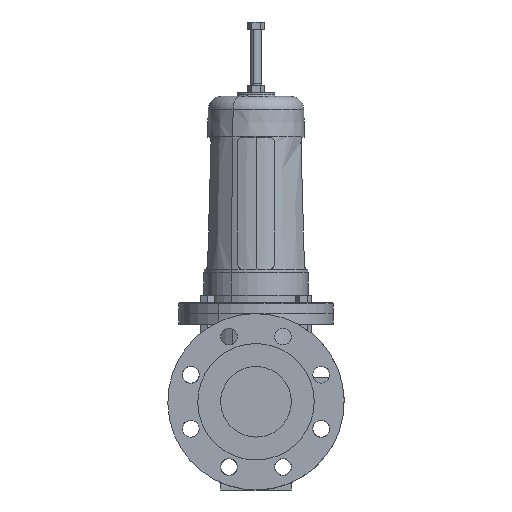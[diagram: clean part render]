
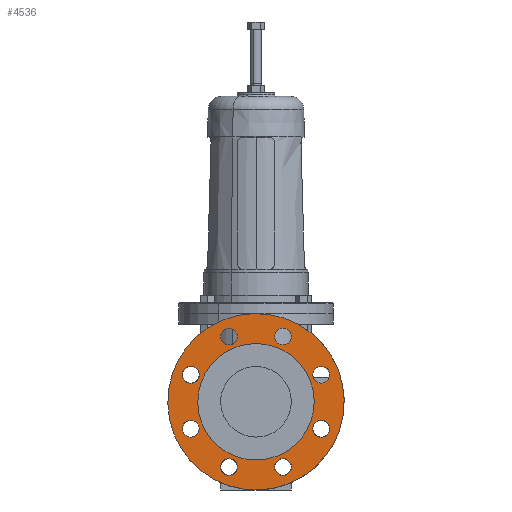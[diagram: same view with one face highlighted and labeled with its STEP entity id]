
A CAD part, front view. The second image highlights one B-rep face of the part: STEP entity #4536.
In plain terms, the highlighted planar face has unit normal (0, -1, 0).
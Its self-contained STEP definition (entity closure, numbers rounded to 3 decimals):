
#3096=CARTESIAN_POINT('Vertex',(47.943,-127.,87.758)) ;
#3099=CARTESIAN_POINT('Axis2P3D Location',(0.,-127.,0.)) ;
#3103=CARTESIAN_POINT('Vertex',(-47.943,-127.,-87.758)) ;
#3128=CARTESIAN_POINT('Axis2P3D Location',(0.,-127.,0.)) ;
#3145=CARTESIAN_POINT('Axis2P3D Location',(-30.615,-127.,73.91)) ;
#3149=CARTESIAN_POINT('Vertex',(-23.897,-127.,80.628)) ;
#3151=CARTESIAN_POINT('Vertex',(-37.332,-127.,67.193)) ;
#3171=CARTESIAN_POINT('Axis2P3D Location',(-30.615,-127.,73.91)) ;
#3188=CARTESIAN_POINT('Axis2P3D Location',(-73.91,-127.,30.615)) ;
#3192=CARTESIAN_POINT('Vertex',(-73.91,-127.,40.115)) ;
#3194=CARTESIAN_POINT('Vertex',(-73.91,-127.,21.115)) ;
#3214=CARTESIAN_POINT('Axis2P3D Location',(-73.91,-127.,30.615)) ;
#3231=CARTESIAN_POINT('Axis2P3D Location',(-73.91,-127.,-30.615)) ;
#3235=CARTESIAN_POINT('Vertex',(-80.628,-127.,-23.897)) ;
#3237=CARTESIAN_POINT('Vertex',(-67.193,-127.,-37.332)) ;
#3257=CARTESIAN_POINT('Axis2P3D Location',(-73.91,-127.,-30.615)) ;
#3274=CARTESIAN_POINT('Axis2P3D Location',(-30.615,-127.,-73.91)) ;
#3278=CARTESIAN_POINT('Vertex',(-40.115,-127.,-73.91)) ;
#3280=CARTESIAN_POINT('Vertex',(-21.115,-127.,-73.91)) ;
#3300=CARTESIAN_POINT('Axis2P3D Location',(-30.615,-127.,-73.91)) ;
#3317=CARTESIAN_POINT('Axis2P3D Location',(30.615,-127.,-73.91)) ;
#3321=CARTESIAN_POINT('Vertex',(23.897,-127.,-80.628)) ;
#3323=CARTESIAN_POINT('Vertex',(37.332,-127.,-67.193)) ;
#3343=CARTESIAN_POINT('Axis2P3D Location',(30.615,-127.,-73.91)) ;
#3360=CARTESIAN_POINT('Axis2P3D Location',(73.91,-127.,-30.615)) ;
#3364=CARTESIAN_POINT('Vertex',(73.91,-127.,-40.115)) ;
#3366=CARTESIAN_POINT('Vertex',(73.91,-127.,-21.115)) ;
#3386=CARTESIAN_POINT('Axis2P3D Location',(73.91,-127.,-30.615)) ;
#3403=CARTESIAN_POINT('Axis2P3D Location',(73.91,-127.,30.615)) ;
#3407=CARTESIAN_POINT('Vertex',(80.628,-127.,23.897)) ;
#3409=CARTESIAN_POINT('Vertex',(67.193,-127.,37.332)) ;
#3429=CARTESIAN_POINT('Axis2P3D Location',(73.91,-127.,30.615)) ;
#3446=CARTESIAN_POINT('Axis2P3D Location',(30.615,-127.,73.91)) ;
#3450=CARTESIAN_POINT('Vertex',(40.115,-127.,73.91)) ;
#3452=CARTESIAN_POINT('Vertex',(21.115,-127.,73.91)) ;
#3472=CARTESIAN_POINT('Axis2P3D Location',(30.615,-127.,73.91)) ;
#4477=CARTESIAN_POINT('Axis2P3D Location',(0.,-127.,66.)) ;
#4518=CARTESIAN_POINT('Axis2P3D Location',(0.,-127.,0.)) ;
#4522=CARTESIAN_POINT('Vertex',(-31.642,-127.,-57.92)) ;
#4524=CARTESIAN_POINT('Vertex',(31.642,-127.,57.92)) ;
#4527=CARTESIAN_POINT('Axis2P3D Location',(0.,-127.,0.)) ;
#3100=DIRECTION('Axis2P3D Direction',(0.,1.,0.)) ;
#3129=DIRECTION('Axis2P3D Direction',(0.,1.,0.)) ;
#3146=DIRECTION('Axis2P3D Direction',(0.,-1.,0.)) ;
#3172=DIRECTION('Axis2P3D Direction',(0.,-1.,0.)) ;
#3189=DIRECTION('Axis2P3D Direction',(-0.,-1.,0.)) ;
#3215=DIRECTION('Axis2P3D Direction',(-0.,-1.,0.)) ;
#3232=DIRECTION('Axis2P3D Direction',(-0.,-1.,0.)) ;
#3258=DIRECTION('Axis2P3D Direction',(-0.,-1.,0.)) ;
#3275=DIRECTION('Axis2P3D Direction',(0.,-1.,-0.)) ;
#3301=DIRECTION('Axis2P3D Direction',(0.,-1.,-0.)) ;
#3318=DIRECTION('Axis2P3D Direction',(0.,-1.,-0.)) ;
#3344=DIRECTION('Axis2P3D Direction',(0.,-1.,-0.)) ;
#3361=DIRECTION('Axis2P3D Direction',(0.,-1.,0.)) ;
#3387=DIRECTION('Axis2P3D Direction',(0.,-1.,0.)) ;
#3404=DIRECTION('Axis2P3D Direction',(0.,-1.,0.)) ;
#3430=DIRECTION('Axis2P3D Direction',(0.,-1.,0.)) ;
#3447=DIRECTION('Axis2P3D Direction',(0.,-1.,0.)) ;
#3473=DIRECTION('Axis2P3D Direction',(0.,-1.,0.)) ;
#4478=DIRECTION('Axis2P3D Direction',(-0.,1.,0.)) ;
#4479=DIRECTION('Axis2P3D XDirection',(1.,0.,0.)) ;
#4519=DIRECTION('Axis2P3D Direction',(-0.,1.,0.)) ;
#4528=DIRECTION('Axis2P3D Direction',(-0.,1.,0.)) ;
#3101=AXIS2_PLACEMENT_3D('Circle Axis2P3D',#3099,#3100,$) ;
#3130=AXIS2_PLACEMENT_3D('Circle Axis2P3D',#3128,#3129,$) ;
#3147=AXIS2_PLACEMENT_3D('Circle Axis2P3D',#3145,#3146,$) ;
#3173=AXIS2_PLACEMENT_3D('Circle Axis2P3D',#3171,#3172,$) ;
#3190=AXIS2_PLACEMENT_3D('Circle Axis2P3D',#3188,#3189,$) ;
#3216=AXIS2_PLACEMENT_3D('Circle Axis2P3D',#3214,#3215,$) ;
#3233=AXIS2_PLACEMENT_3D('Circle Axis2P3D',#3231,#3232,$) ;
#3259=AXIS2_PLACEMENT_3D('Circle Axis2P3D',#3257,#3258,$) ;
#3276=AXIS2_PLACEMENT_3D('Circle Axis2P3D',#3274,#3275,$) ;
#3302=AXIS2_PLACEMENT_3D('Circle Axis2P3D',#3300,#3301,$) ;
#3319=AXIS2_PLACEMENT_3D('Circle Axis2P3D',#3317,#3318,$) ;
#3345=AXIS2_PLACEMENT_3D('Circle Axis2P3D',#3343,#3344,$) ;
#3362=AXIS2_PLACEMENT_3D('Circle Axis2P3D',#3360,#3361,$) ;
#3388=AXIS2_PLACEMENT_3D('Circle Axis2P3D',#3386,#3387,$) ;
#3405=AXIS2_PLACEMENT_3D('Circle Axis2P3D',#3403,#3404,$) ;
#3431=AXIS2_PLACEMENT_3D('Circle Axis2P3D',#3429,#3430,$) ;
#3448=AXIS2_PLACEMENT_3D('Circle Axis2P3D',#3446,#3447,$) ;
#3474=AXIS2_PLACEMENT_3D('Circle Axis2P3D',#3472,#3473,$) ;
#4480=AXIS2_PLACEMENT_3D('Plane Axis2P3D',#4477,#4478,#4479) ;
#4520=AXIS2_PLACEMENT_3D('Circle Axis2P3D',#4518,#4519,$) ;
#4529=AXIS2_PLACEMENT_3D('Circle Axis2P3D',#4527,#4528,$) ;
#3102=CIRCLE('generated circle',#3101,100.) ;
#3131=CIRCLE('generated circle',#3130,100.) ;
#3148=CIRCLE('generated circle',#3147,9.5) ;
#3174=CIRCLE('generated circle',#3173,9.5) ;
#3191=CIRCLE('generated circle',#3190,9.5) ;
#3217=CIRCLE('generated circle',#3216,9.5) ;
#3234=CIRCLE('generated circle',#3233,9.5) ;
#3260=CIRCLE('generated circle',#3259,9.5) ;
#3277=CIRCLE('generated circle',#3276,9.5) ;
#3303=CIRCLE('generated circle',#3302,9.5) ;
#3320=CIRCLE('generated circle',#3319,9.5) ;
#3346=CIRCLE('generated circle',#3345,9.5) ;
#3363=CIRCLE('generated circle',#3362,9.5) ;
#3389=CIRCLE('generated circle',#3388,9.5) ;
#3406=CIRCLE('generated circle',#3405,9.5) ;
#3432=CIRCLE('generated circle',#3431,9.5) ;
#3449=CIRCLE('generated circle',#3448,9.5) ;
#3475=CIRCLE('generated circle',#3474,9.5) ;
#4521=CIRCLE('generated circle',#4520,66.) ;
#4530=CIRCLE('generated circle',#4529,66.) ;
#4481=PLANE('',#4480) ;
#4489=FACE_BOUND('',#4486,.T.) ;
#4493=FACE_BOUND('',#4490,.T.) ;
#4497=FACE_BOUND('',#4494,.T.) ;
#4501=FACE_BOUND('',#4498,.T.) ;
#4505=FACE_BOUND('',#4502,.T.) ;
#4509=FACE_BOUND('',#4506,.T.) ;
#4513=FACE_BOUND('',#4510,.T.) ;
#4517=FACE_BOUND('',#4514,.T.) ;
#4535=FACE_BOUND('',#4532,.T.) ;
#3105=EDGE_CURVE('',#3097,#3104,#3102,.T.) ;
#3132=EDGE_CURVE('',#3104,#3097,#3131,.T.) ;
#3153=EDGE_CURVE('',#3150,#3152,#3148,.F.) ;
#3175=EDGE_CURVE('',#3152,#3150,#3174,.F.) ;
#3196=EDGE_CURVE('',#3193,#3195,#3191,.F.) ;
#3218=EDGE_CURVE('',#3195,#3193,#3217,.F.) ;
#3239=EDGE_CURVE('',#3236,#3238,#3234,.F.) ;
#3261=EDGE_CURVE('',#3238,#3236,#3260,.F.) ;
#3282=EDGE_CURVE('',#3279,#3281,#3277,.F.) ;
#3304=EDGE_CURVE('',#3281,#3279,#3303,.F.) ;
#3325=EDGE_CURVE('',#3322,#3324,#3320,.F.) ;
#3347=EDGE_CURVE('',#3324,#3322,#3346,.F.) ;
#3368=EDGE_CURVE('',#3365,#3367,#3363,.F.) ;
#3390=EDGE_CURVE('',#3367,#3365,#3389,.F.) ;
#3411=EDGE_CURVE('',#3408,#3410,#3406,.F.) ;
#3433=EDGE_CURVE('',#3410,#3408,#3432,.F.) ;
#3454=EDGE_CURVE('',#3451,#3453,#3449,.F.) ;
#3476=EDGE_CURVE('',#3453,#3451,#3475,.F.) ;
#4526=EDGE_CURVE('',#4523,#4525,#4521,.T.) ;
#4531=EDGE_CURVE('',#4525,#4523,#4530,.T.) ;
#4483=ORIENTED_EDGE('',*,*,#3105,.F.) ;
#4484=ORIENTED_EDGE('',*,*,#3132,.F.) ;
#4487=ORIENTED_EDGE('',*,*,#3153,.T.) ;
#4488=ORIENTED_EDGE('',*,*,#3175,.T.) ;
#4491=ORIENTED_EDGE('',*,*,#3196,.T.) ;
#4492=ORIENTED_EDGE('',*,*,#3218,.T.) ;
#4495=ORIENTED_EDGE('',*,*,#3239,.T.) ;
#4496=ORIENTED_EDGE('',*,*,#3261,.T.) ;
#4499=ORIENTED_EDGE('',*,*,#3282,.T.) ;
#4500=ORIENTED_EDGE('',*,*,#3304,.T.) ;
#4503=ORIENTED_EDGE('',*,*,#3325,.T.) ;
#4504=ORIENTED_EDGE('',*,*,#3347,.T.) ;
#4507=ORIENTED_EDGE('',*,*,#3368,.T.) ;
#4508=ORIENTED_EDGE('',*,*,#3390,.T.) ;
#4511=ORIENTED_EDGE('',*,*,#3411,.T.) ;
#4512=ORIENTED_EDGE('',*,*,#3433,.T.) ;
#4515=ORIENTED_EDGE('',*,*,#3454,.T.) ;
#4516=ORIENTED_EDGE('',*,*,#3476,.T.) ;
#4533=ORIENTED_EDGE('',*,*,#4526,.T.) ;
#4534=ORIENTED_EDGE('',*,*,#4531,.T.) ;
#4482=EDGE_LOOP('',(#4483,#4484)) ;
#4486=EDGE_LOOP('',(#4487,#4488)) ;
#4490=EDGE_LOOP('',(#4491,#4492)) ;
#4494=EDGE_LOOP('',(#4495,#4496)) ;
#4498=EDGE_LOOP('',(#4499,#4500)) ;
#4502=EDGE_LOOP('',(#4503,#4504)) ;
#4506=EDGE_LOOP('',(#4507,#4508)) ;
#4510=EDGE_LOOP('',(#4511,#4512)) ;
#4514=EDGE_LOOP('',(#4515,#4516)) ;
#4532=EDGE_LOOP('',(#4533,#4534)) ;
#3097=VERTEX_POINT('',#3096) ;
#3104=VERTEX_POINT('',#3103) ;
#3150=VERTEX_POINT('',#3149) ;
#3152=VERTEX_POINT('',#3151) ;
#3193=VERTEX_POINT('',#3192) ;
#3195=VERTEX_POINT('',#3194) ;
#3236=VERTEX_POINT('',#3235) ;
#3238=VERTEX_POINT('',#3237) ;
#3279=VERTEX_POINT('',#3278) ;
#3281=VERTEX_POINT('',#3280) ;
#3322=VERTEX_POINT('',#3321) ;
#3324=VERTEX_POINT('',#3323) ;
#3365=VERTEX_POINT('',#3364) ;
#3367=VERTEX_POINT('',#3366) ;
#3408=VERTEX_POINT('',#3407) ;
#3410=VERTEX_POINT('',#3409) ;
#3451=VERTEX_POINT('',#3450) ;
#3453=VERTEX_POINT('',#3452) ;
#4523=VERTEX_POINT('',#4522) ;
#4525=VERTEX_POINT('',#4524) ;
#4536=ADVANCED_FACE('PartBody',(#4485,#4489,#4493,#4497,#4501,#4505,#4509,#4513,#4517,#4535),#4481,.F.) ;
#4485=FACE_OUTER_BOUND('',#4482,.T.) ;
